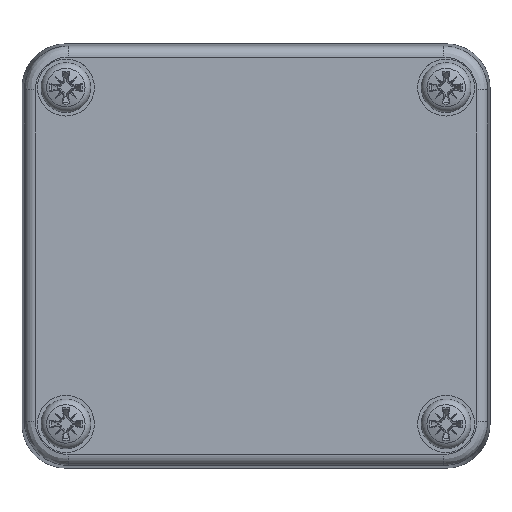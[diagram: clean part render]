
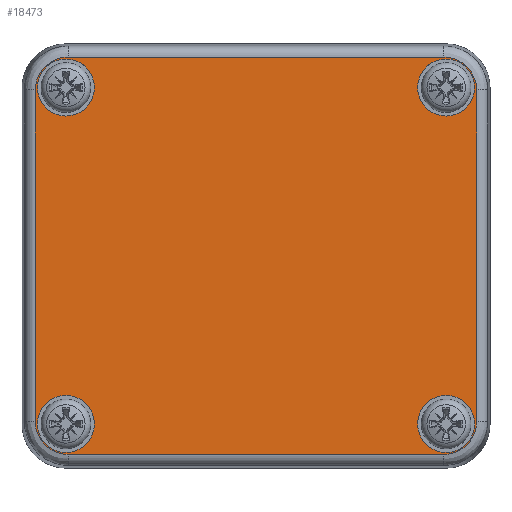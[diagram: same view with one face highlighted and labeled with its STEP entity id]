
A CAD part, top view. The second image highlights one B-rep face of the part: STEP entity #18473.
In plain terms, the highlighted face is planar.
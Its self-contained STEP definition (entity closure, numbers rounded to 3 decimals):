
#17797=CARTESIAN_POINT('',(-29.9,-23.,-20.0));
#17798=VERTEX_POINT('',#17797);
#17799=CARTESIAN_POINT('',(-26.0,-23.,-20.0));
#17800=DIRECTION('',(0.0,0.0,1.0));
#17801=DIRECTION('',(1.0,0.0,0.0));
#17802=AXIS2_PLACEMENT_3D('',#17799,#17800,#17801);
#17803=CIRCLE('',#17802,3.9);
#17804=EDGE_CURVE('',#17798,#17798,#17803,.T.);
#17845=CARTESIAN_POINT('',(22.1,-23.,-20.0));
#17846=VERTEX_POINT('',#17845);
#17847=CARTESIAN_POINT('',(26.,-23.,-20.0));
#17848=DIRECTION('',(0.0,0.0,1.0));
#17849=DIRECTION('',(1.0,0.0,0.0));
#17850=AXIS2_PLACEMENT_3D('',#17847,#17848,#17849);
#17851=CIRCLE('',#17850,3.9);
#17852=EDGE_CURVE('',#17846,#17846,#17851,.T.);
#17893=CARTESIAN_POINT('',(-29.9,23.,-20.0));
#17894=VERTEX_POINT('',#17893);
#17895=CARTESIAN_POINT('',(-26.0,23.,-20.0));
#17896=DIRECTION('',(0.0,0.0,1.0));
#17897=DIRECTION('',(1.0,0.0,0.0));
#17898=AXIS2_PLACEMENT_3D('',#17895,#17896,#17897);
#17899=CIRCLE('',#17898,3.9);
#17900=EDGE_CURVE('',#17894,#17894,#17899,.T.);
#17941=CARTESIAN_POINT('',(22.1,23.,-20.0));
#17942=VERTEX_POINT('',#17941);
#17943=CARTESIAN_POINT('',(26.,23.,-20.0));
#17944=DIRECTION('',(0.0,0.0,1.0));
#17945=DIRECTION('',(1.0,0.0,0.0));
#17946=AXIS2_PLACEMENT_3D('',#17943,#17944,#17945);
#17947=CIRCLE('',#17946,3.9);
#17948=EDGE_CURVE('',#17942,#17942,#17947,.T.);
#18006=CARTESIAN_POINT('',(-25.678,27.177,-20.0));
#18007=VERTEX_POINT('',#18006);
#18015=CARTESIAN_POINT('',(-30.177,22.678,-20.0));
#18016=VERTEX_POINT('',#18015);
#18017=CARTESIAN_POINT('',(-25.676,22.676,-20.0));
#18018=DIRECTION('',(0.0,0.0,1.0));
#18019=DIRECTION('',(-0.707,0.707,0.0));
#18020=AXIS2_PLACEMENT_3D('',#18017,#18018,#18019);
#18021=ELLIPSE('',#18020,4.501,4.5);
#18022=EDGE_CURVE('',#18007,#18016,#18021,.T.);
#18048=CARTESIAN_POINT('',(-30.177,-22.678,-20.0));
#18049=VERTEX_POINT('',#18048);
#18066=CARTESIAN_POINT('',(-30.177,22.678,-20.0));
#18067=DIRECTION('',(0.0,-1.0,0.0));
#18068=VECTOR('',#18067,45.355);
#18069=LINE('',#18066,#18068);
#18070=EDGE_CURVE('',#18016,#18049,#18069,.T.);
#18106=CARTESIAN_POINT('',(-25.678,-27.177,-20.0));
#18107=VERTEX_POINT('',#18106);
#18125=CARTESIAN_POINT('',(-25.676,-22.676,-20.0));
#18126=DIRECTION('',(0.0,0.0,1.0));
#18127=DIRECTION('',(-0.707,-0.707,0.0));
#18128=AXIS2_PLACEMENT_3D('',#18125,#18126,#18127);
#18129=ELLIPSE('',#18128,4.501,4.5);
#18130=EDGE_CURVE('',#18049,#18107,#18129,.T.);
#18140=CARTESIAN_POINT('',(25.678,-27.177,-20.0));
#18141=VERTEX_POINT('',#18140);
#18158=CARTESIAN_POINT('',(-25.678,-27.177,-20.0));
#18159=DIRECTION('',(1.0,0.0,0.0));
#18160=VECTOR('',#18159,51.355);
#18161=LINE('',#18158,#18160);
#18162=EDGE_CURVE('',#18107,#18141,#18161,.T.);
#18198=CARTESIAN_POINT('',(30.177,-22.678,-20.0));
#18199=VERTEX_POINT('',#18198);
#18217=CARTESIAN_POINT('',(25.676,-22.676,-20.0));
#18218=DIRECTION('',(0.0,0.0,1.0));
#18219=DIRECTION('',(0.707,-0.707,0.0));
#18220=AXIS2_PLACEMENT_3D('',#18217,#18218,#18219);
#18221=ELLIPSE('',#18220,4.501,4.5);
#18222=EDGE_CURVE('',#18141,#18199,#18221,.T.);
#18232=CARTESIAN_POINT('',(30.177,22.678,-20.0));
#18233=VERTEX_POINT('',#18232);
#18250=CARTESIAN_POINT('',(30.177,-22.678,-20.0));
#18251=DIRECTION('',(0.0,1.0,0.0));
#18252=VECTOR('',#18251,45.355);
#18253=LINE('',#18250,#18252);
#18254=EDGE_CURVE('',#18199,#18233,#18253,.T.);
#18290=CARTESIAN_POINT('',(25.678,27.177,-20.0));
#18291=VERTEX_POINT('',#18290);
#18309=CARTESIAN_POINT('',(25.676,22.676,-20.0));
#18310=DIRECTION('',(0.0,0.0,1.0));
#18311=DIRECTION('',(0.707,0.707,0.0));
#18312=AXIS2_PLACEMENT_3D('',#18309,#18310,#18311);
#18313=ELLIPSE('',#18312,4.501,4.5);
#18314=EDGE_CURVE('',#18233,#18291,#18313,.T.);
#18332=CARTESIAN_POINT('',(25.678,27.177,-20.0));
#18333=DIRECTION('',(-1.0,0.0,0.0));
#18334=VECTOR('',#18333,51.355);
#18335=LINE('',#18332,#18334);
#18336=EDGE_CURVE('',#18291,#18007,#18335,.T.);
#18446=CARTESIAN_POINT('',(0.,0.,-20.0));
#18447=DIRECTION('',(0.0,0.0,1.0));
#18448=DIRECTION('',(1.0,0.0,0.0));
#18449=AXIS2_PLACEMENT_3D('',#18446,#18447,#18448);
#18450=PLANE('',#18449);
#18451=ORIENTED_EDGE('',*,*,#18022,.F.);
#18452=ORIENTED_EDGE('',*,*,#18336,.F.);
#18453=ORIENTED_EDGE('',*,*,#18314,.F.);
#18454=ORIENTED_EDGE('',*,*,#18254,.F.);
#18455=ORIENTED_EDGE('',*,*,#18222,.F.);
#18456=ORIENTED_EDGE('',*,*,#18162,.F.);
#18457=ORIENTED_EDGE('',*,*,#18130,.F.);
#18458=ORIENTED_EDGE('',*,*,#18070,.F.);
#18459=EDGE_LOOP('',(#18451,#18452,#18453,#18454,#18455,#18456,#18457,#18458));
#18460=FACE_OUTER_BOUND('',#18459,.T.);
#18461=ORIENTED_EDGE('',*,*,#17804,.T.);
#18462=EDGE_LOOP('',(#18461));
#18463=FACE_BOUND('',#18462,.T.);
#18464=ORIENTED_EDGE('',*,*,#17852,.T.);
#18465=EDGE_LOOP('',(#18464));
#18466=FACE_BOUND('',#18465,.T.);
#18467=ORIENTED_EDGE('',*,*,#17900,.T.);
#18468=EDGE_LOOP('',(#18467));
#18469=FACE_BOUND('',#18468,.T.);
#18470=ORIENTED_EDGE('',*,*,#17948,.T.);
#18471=EDGE_LOOP('',(#18470));
#18472=FACE_BOUND('',#18471,.T.);
#18473=ADVANCED_FACE('',(#18460,#18463,#18466,#18469,#18472),#18450,.F.);
